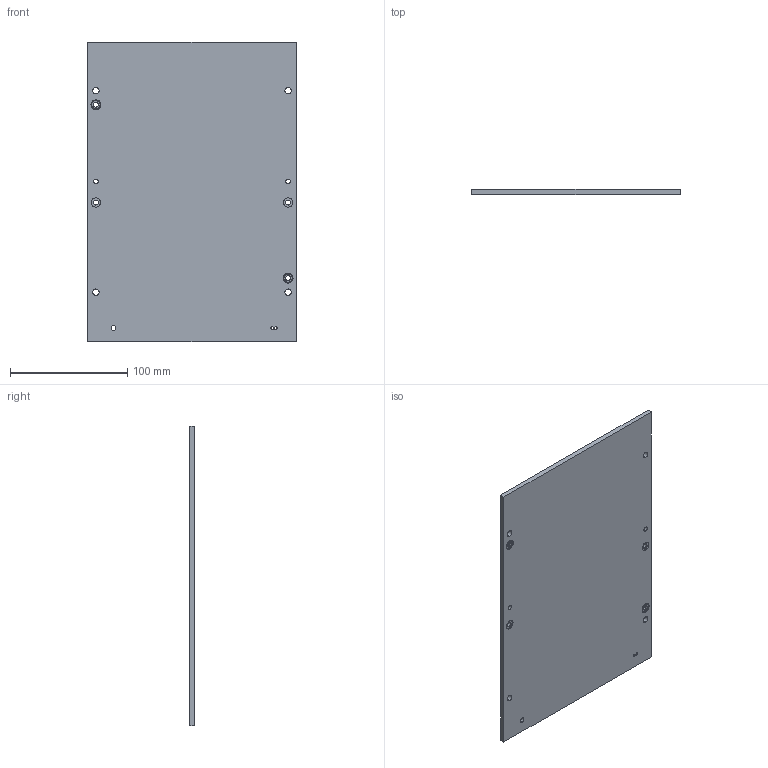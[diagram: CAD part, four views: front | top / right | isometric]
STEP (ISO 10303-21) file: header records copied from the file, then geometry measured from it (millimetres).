
FILE_DESCRIPTION (( 'STEP AP214' ), '1' );
FILE_NAME ('45884~1.STEP', '2020-10-14T09:42:04', ( '' ), ( '' ), 'SwSTEP 2.0', 'SolidWorks 2018', '' );
FILE_SCHEMA (( 'AUTOMOTIVE_DESIGN' ));
Length unit declared in the file: millimetre
Products named in the file (1): 45884~1
Bounding box: 178 x 4 x 256 mm (x, y, z)
Volume: 181449.1 mm3; surface area: 95579 mm2
Topology: 4 solids, 4 shells, 455 faces, 1047 edges, 694 vertices
Faces by surface type: plane 391, cylinder 52, torus 12
Entity records: 17537 total; most frequent: DIRECTION 2285, CARTESIAN_POINT 2197, ORIENTED_EDGE 2094, EDGE_CURVE 1047, AXIS2_PLACEMENT_3D 782, LINE 721, VECTOR 721, VERTEX_POINT 694
